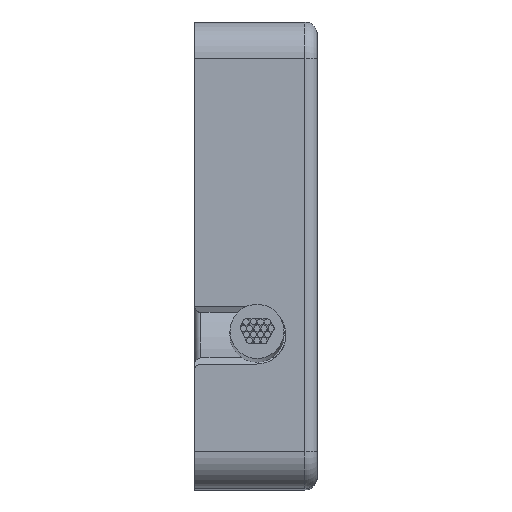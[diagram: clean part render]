
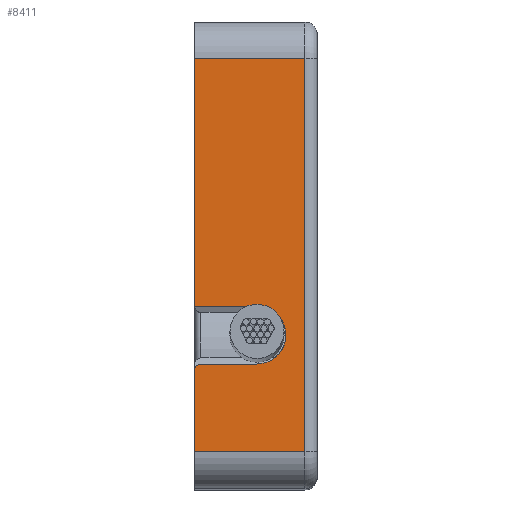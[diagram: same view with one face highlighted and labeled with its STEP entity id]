
A CAD part, top view. The second image highlights one B-rep face of the part: STEP entity #8411.
In plain terms, the highlighted face is planar.
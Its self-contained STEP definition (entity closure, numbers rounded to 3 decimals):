
#337=DIRECTION('',(0.,0.,-1.));
#338=VECTOR('',#337,16.05);
#339=CARTESIAN_POINT('',(19.05,0.5,8.025));
#340=LINE('',#339,#338);
#341=DIRECTION('',(0.,-1.,0.));
#342=VECTOR('',#341,4.5);
#343=CARTESIAN_POINT('',(19.05,5.,8.025));
#344=LINE('',#343,#342);
#345=CARTESIAN_POINT('',(19.05,4.75,4.695));
#346=DIRECTION('',(-1.,0.,0.));
#347=DIRECTION('',(0.,1.,0.));
#348=AXIS2_PLACEMENT_3D('',#345,#346,#347);
#350=DIRECTION('',(0.,-1.,0.));
#351=VECTOR('',#350,2.29);
#352=CARTESIAN_POINT('',(19.05,4.75,4.445));
#353=LINE('',#352,#351);
#354=CARTESIAN_POINT('',(19.05,2.46,3.265));
#355=DIRECTION('',(-1.,0.,0.));
#356=DIRECTION('',(0.,0.,-1.));
#357=AXIS2_PLACEMENT_3D('',#354,#355,#356);
#359=DIRECTION('',(0.,-1.,0.));
#360=VECTOR('',#359,2.54);
#361=CARTESIAN_POINT('',(19.05,5.,2.085));
#362=LINE('',#361,#360);
#363=DIRECTION('',(0.,-1.,0.));
#364=VECTOR('',#363,4.5);
#365=CARTESIAN_POINT('',(19.05,5.,-8.025));
#366=LINE('',#365,#364);
#601=DIRECTION('',(0.,0.,1.));
#602=VECTOR('',#601,3.33);
#603=CARTESIAN_POINT('',(19.05,5.,4.695));
#604=LINE('',#603,#602);
#637=DIRECTION('',(0.,0.,1.));
#638=VECTOR('',#637,10.11);
#639=CARTESIAN_POINT('',(19.05,5.,-8.025));
#640=LINE('',#639,#638);
#6407=CARTESIAN_POINT('',(19.05,5.,2.085));
#6408=CARTESIAN_POINT('',(19.05,2.46,2.085));
#6409=VERTEX_POINT('',#6407);
#6410=VERTEX_POINT('',#6408);
#6411=CARTESIAN_POINT('',(19.05,2.46,4.445));
#6412=VERTEX_POINT('',#6411);
#6413=CARTESIAN_POINT('',(19.05,5.,8.025));
#6415=VERTEX_POINT('',#6413);
#6422=CARTESIAN_POINT('',(19.05,5.,-8.025));
#6424=VERTEX_POINT('',#6422);
#6489=CARTESIAN_POINT('',(19.05,5.,4.695));
#6490=CARTESIAN_POINT('',(19.05,4.75,4.445));
#6491=VERTEX_POINT('',#6489);
#6492=VERTEX_POINT('',#6490);
#6537=CARTESIAN_POINT('',(19.05,0.5,8.025));
#6538=VERTEX_POINT('',#6537);
#6541=CARTESIAN_POINT('',(19.05,0.5,-8.025));
#6542=VERTEX_POINT('',#6541);
#8388=CARTESIAN_POINT('',(19.05,0.,-9.525));
#8389=DIRECTION('',(-1.,0.,0.));
#8390=DIRECTION('',(0.,0.,1.));
#8391=AXIS2_PLACEMENT_3D('',#8388,#8389,#8390);
#8392=PLANE('',#8391);
#8393=ORIENTED_EDGE('',*,*,#8174,.F.);
#8395=ORIENTED_EDGE('',*,*,#8394,.F.);
#8397=ORIENTED_EDGE('',*,*,#8396,.F.);
#8399=ORIENTED_EDGE('',*,*,#8398,.T.);
#8401=ORIENTED_EDGE('',*,*,#8400,.T.);
#8403=ORIENTED_EDGE('',*,*,#8402,.F.);
#8405=ORIENTED_EDGE('',*,*,#8404,.F.);
#8407=ORIENTED_EDGE('',*,*,#8406,.F.);
#8408=ORIENTED_EDGE('',*,*,#8380,.T.);
#8409=EDGE_LOOP('',(#8393,#8395,#8397,#8399,#8401,#8403,#8405,#8407,#8408));
#8410=FACE_OUTER_BOUND('',#8409,.F.);
#8411=ADVANCED_FACE('',(#8410),#8392,.F.);
#349=CIRCLE('',#348,0.25);
#358=CIRCLE('',#357,1.18);
#8174=EDGE_CURVE('',#6538,#6542,#340,.T.);
#8380=EDGE_CURVE('',#6424,#6542,#366,.T.);
#8394=EDGE_CURVE('',#6415,#6538,#344,.T.);
#8396=EDGE_CURVE('',#6491,#6415,#604,.T.);
#8398=EDGE_CURVE('',#6491,#6492,#349,.T.);
#8400=EDGE_CURVE('',#6492,#6412,#353,.T.);
#8402=EDGE_CURVE('',#6410,#6412,#358,.T.);
#8404=EDGE_CURVE('',#6409,#6410,#362,.T.);
#8406=EDGE_CURVE('',#6424,#6409,#640,.T.);
